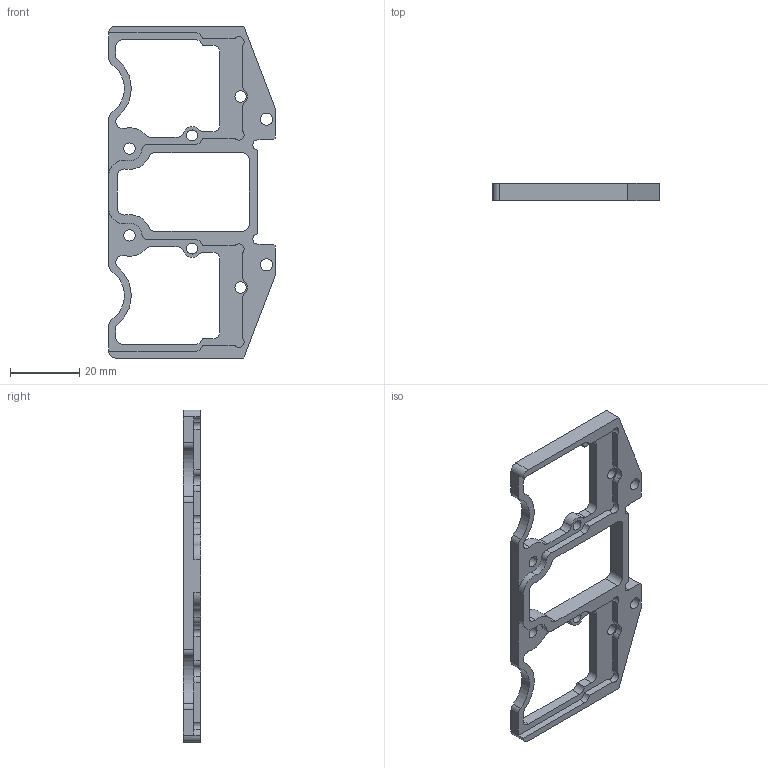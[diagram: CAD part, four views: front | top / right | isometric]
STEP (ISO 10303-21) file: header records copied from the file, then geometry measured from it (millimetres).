
FILE_DESCRIPTION(/* description */ (''),/* implementation_level */ '2;1');
FILE_NAME(/* name */ 'KneeIdlerSideFrame.stp',/* time_stamp */ '2024-04-11T15:30:51+09:00',/* author */ ('Masato Kubotera'),/* organization */ (''),/* preprocessor_version */ 'ST-DEVELOPER v20',/* originating_system */ 'Autodesk Inventor 2024',/* authorisation */ '');
FILE_SCHEMA (('AUTOMOTIVE_DESIGN { 1 0 10303 214 3 1 1 }'));
Length unit declared in the file: millimetre
Products named in the file (1): KneeIdlerSideFrame
Bounding box: 48 x 5 x 95.64 mm (x, y, z)
Volume: 7244.7 mm3; surface area: 6872.3 mm2
Topology: 1 solids, 1 shells, 116 faces, 342 edges, 228 vertices
Faces by surface type: cylinder 70, plane 46
Full cylindrical faces by diameter (mm): 3.1 x2, 3.242 x4, 3.5 x2
Entity records: 4015 total; most frequent: DIRECTION 718, CARTESIAN_POINT 687, ORIENTED_EDGE 684, EDGE_CURVE 342, AXIS2_PLACEMENT_3D 259, VERTEX_POINT 228, LINE 200, VECTOR 200
